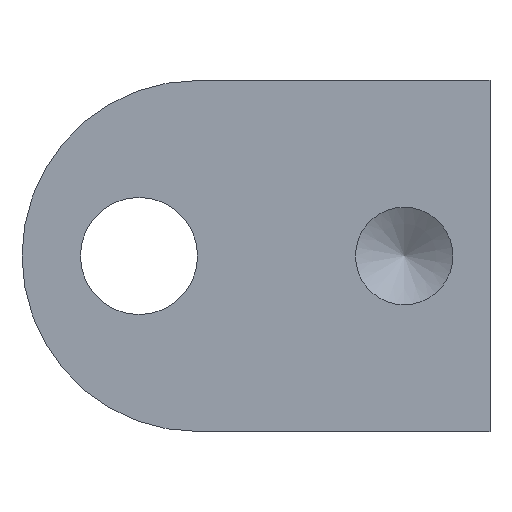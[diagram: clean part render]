
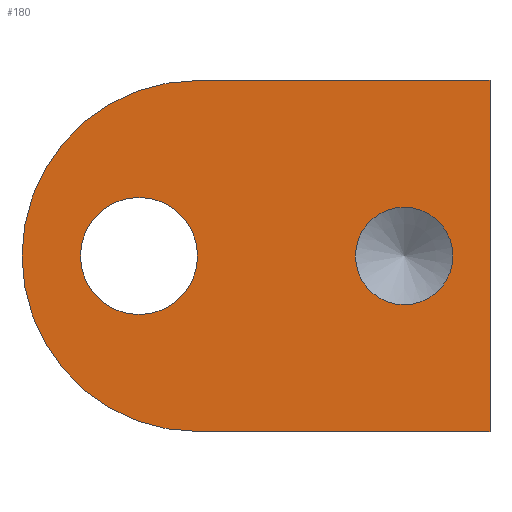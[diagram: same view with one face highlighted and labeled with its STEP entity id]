
A CAD part, front view. The second image highlights one B-rep face of the part: STEP entity #180.
In plain terms, the highlighted planar face has unit normal (0, -1, 0).
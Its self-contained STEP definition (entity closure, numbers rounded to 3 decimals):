
#6 = CARTESIAN_POINT ( 'NONE',  ( -4.5, -9.75, -4.5 ) ) ;
#13 = ORIENTED_EDGE ( 'NONE', *, *, #327, .F. ) ;
#45 = DIRECTION ( 'NONE',  ( 0., 0., 1. ) ) ;
#46 = VERTEX_POINT ( 'NONE', #706 ) ;
#51 = ORIENTED_EDGE ( 'NONE', *, *, #54, .F. ) ;
#54 = EDGE_CURVE ( 'NONE', #246, #719, #182, .T. ) ;
#63 = CARTESIAN_POINT ( 'NONE',  ( -1.5, -9.75, 0. ) ) ;
#64 = EDGE_CURVE ( 'NONE', #371, #371, #746, .T. ) ;
#66 = DIRECTION ( 'NONE',  ( 0., 1., 0. ) ) ;
#67 = AXIS2_PLACEMENT_3D ( 'NONE', #468, #697, #183 ) ;
#82 = EDGE_LOOP ( 'NONE', ( #609 ) ) ;
#89 = DIRECTION ( 'NONE',  ( 0., 1., 0. ) ) ;
#101 = FACE_OUTER_BOUND ( 'NONE', #195, .T. ) ;
#109 = LINE ( 'NONE', #472, #634 ) ;
#121 = DIRECTION ( 'NONE',  ( 1., 0., 0. ) ) ;
#124 = CARTESIAN_POINT ( 'NONE',  ( -4.5, -9.75, 4.5 ) ) ;
#127 = CIRCLE ( 'NONE', #695, 4.5 ) ;
#159 = CARTESIAN_POINT ( 'NONE',  ( 0., -9.75, 4.5 ) ) ;
#180 = ADVANCED_FACE ( 'NONE', ( #507, #512, #101 ), #457, .F. ) ;
#182 = LINE ( 'NONE', #124, #245 ) ;
#183 = DIRECTION ( 'NONE',  ( 0., 0., -1. ) ) ;
#195 = EDGE_LOOP ( 'NONE', ( #51, #284, #752, #370, #13 ) ) ;
#203 = AXIS2_PLACEMENT_3D ( 'NONE', #275, #89, #45 ) ;
#245 = VECTOR ( 'NONE', #121, 1000. ) ;
#246 = VERTEX_POINT ( 'NONE', #159 ) ;
#247 = CARTESIAN_POINT ( 'NONE',  ( 0., -9.75, 0. ) ) ;
#252 = CARTESIAN_POINT ( 'NONE',  ( -1.5, -9.75, 1.5 ) ) ;
#275 = CARTESIAN_POINT ( 'NONE',  ( 0., -9.75, 0. ) ) ;
#284 = ORIENTED_EDGE ( 'NONE', *, *, #764, .T. ) ;
#303 = DIRECTION ( 'NONE',  ( 0., 0., 1. ) ) ;
#327 = EDGE_CURVE ( 'NONE', #719, #683, #109, .T. ) ;
#344 = VERTEX_POINT ( 'NONE', #480 ) ;
#345 = DIRECTION ( 'NONE',  ( 0., -1., 0. ) ) ;
#355 = EDGE_CURVE ( 'NONE', #344, #344, #643, .T. ) ;
#363 = EDGE_CURVE ( 'NONE', #683, #46, #518, .T. ) ;
#370 = ORIENTED_EDGE ( 'NONE', *, *, #363, .F. ) ;
#371 = VERTEX_POINT ( 'NONE', #252 ) ;
#397 = EDGE_CURVE ( 'NONE', #760, #46, #127, .T. ) ;
#409 = AXIS2_PLACEMENT_3D ( 'NONE', #757, #636, #531 ) ;
#454 = CARTESIAN_POINT ( 'NONE',  ( 7.5, -9.75, -4.5 ) ) ;
#457 = PLANE ( 'NONE',  #203 ) ;
#461 = DIRECTION ( 'NONE',  ( 0., 0., -1. ) ) ;
#468 = CARTESIAN_POINT ( 'NONE',  ( 5.3, -9.75, 0. ) ) ;
#472 = CARTESIAN_POINT ( 'NONE',  ( 7.5, -9.75, -4.5 ) ) ;
#480 = CARTESIAN_POINT ( 'NONE',  ( 5.3, -9.75, -1.25 ) ) ;
#507 = FACE_BOUND ( 'NONE', #82, .T. ) ;
#512 = FACE_BOUND ( 'NONE', #572, .T. ) ;
#518 = LINE ( 'NONE', #6, #694 ) ;
#522 = CARTESIAN_POINT ( 'NONE',  ( -4.5, -9.75, 0. ) ) ;
#528 = CIRCLE ( 'NONE', #409, 4.5 ) ;
#531 = DIRECTION ( 'NONE',  ( 0., 0., 1. ) ) ;
#534 = AXIS2_PLACEMENT_3D ( 'NONE', #63, #66, #303 ) ;
#537 = ORIENTED_EDGE ( 'NONE', *, *, #64, .T. ) ;
#572 = EDGE_LOOP ( 'NONE', ( #537 ) ) ;
#579 = CARTESIAN_POINT ( 'NONE',  ( 7.5, -9.75, 4.5 ) ) ;
#609 = ORIENTED_EDGE ( 'NONE', *, *, #355, .F. ) ;
#634 = VECTOR ( 'NONE', #461, 1000. ) ;
#636 = DIRECTION ( 'NONE',  ( 0., -1., 0. ) ) ;
#643 = CIRCLE ( 'NONE', #67, 1.25 ) ;
#648 = DIRECTION ( 'NONE',  ( 0., 0., 1. ) ) ;
#683 = VERTEX_POINT ( 'NONE', #454 ) ;
#694 = VECTOR ( 'NONE', #709, 1000. ) ;
#695 = AXIS2_PLACEMENT_3D ( 'NONE', #247, #345, #648 ) ;
#697 = DIRECTION ( 'NONE',  ( 0., -1., 0. ) ) ;
#706 = CARTESIAN_POINT ( 'NONE',  ( 0., -9.75, -4.5 ) ) ;
#709 = DIRECTION ( 'NONE',  ( -1., 0., 0. ) ) ;
#719 = VERTEX_POINT ( 'NONE', #579 ) ;
#746 = CIRCLE ( 'NONE', #534, 1.5 ) ;
#752 = ORIENTED_EDGE ( 'NONE', *, *, #397, .T. ) ;
#757 = CARTESIAN_POINT ( 'NONE',  ( 0., -9.75, 0. ) ) ;
#760 = VERTEX_POINT ( 'NONE', #522 ) ;
#764 = EDGE_CURVE ( 'NONE', #246, #760, #528, .T. ) ;
